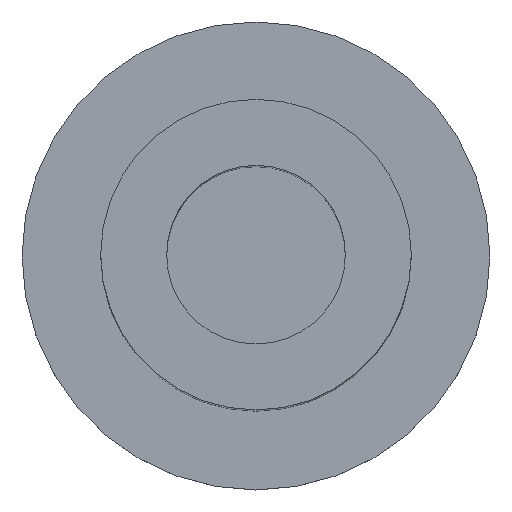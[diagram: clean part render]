
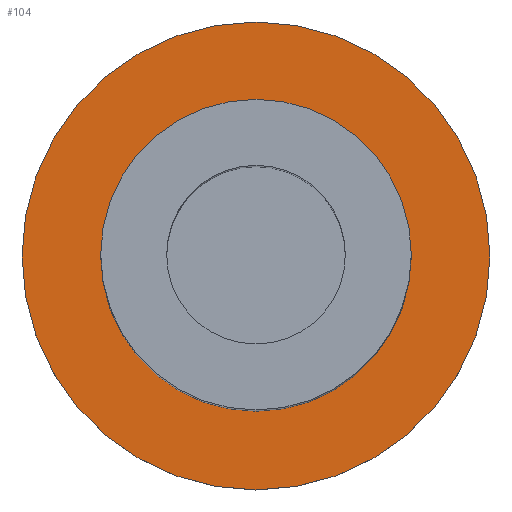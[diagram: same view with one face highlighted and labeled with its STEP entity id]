
A CAD part, top view. The second image highlights one B-rep face of the part: STEP entity #104.
In plain terms, the highlighted planar face has unit normal (0, 0, 1).
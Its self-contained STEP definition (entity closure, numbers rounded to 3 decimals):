
#16=FACE_BOUND('',#40,.T.);
#19=PLANE('',#133);
#30=FACE_OUTER_BOUND('',#39,.T.);
#39=EDGE_LOOP('',(#94));
#40=EDGE_LOOP('',(#95));
#52=CIRCLE('',#124,2.75);
#56=CIRCLE('',#131,1.825);
#59=VERTEX_POINT('',#179);
#63=VERTEX_POINT('',#192);
#67=EDGE_CURVE('',#59,#59,#52,.F.);
#74=EDGE_CURVE('',#63,#63,#56,.T.);
#94=ORIENTED_EDGE('',*,*,#67,.T.);
#95=ORIENTED_EDGE('',*,*,#74,.T.);
#104=ADVANCED_FACE('',(#30,#16),#19,.T.);
#124=AXIS2_PLACEMENT_3D('',#180,#146,#147);
#131=AXIS2_PLACEMENT_3D('',#194,#163,#164);
#133=AXIS2_PLACEMENT_3D('',#196,#167,#168);
#146=DIRECTION('center_axis',(0.,0.,-1.));
#147=DIRECTION('ref_axis',(1.,0.,0.));
#163=DIRECTION('center_axis',(0.,0.,-1.));
#164=DIRECTION('ref_axis',(-1.,0.,0.));
#167=DIRECTION('center_axis',(0.,0.,1.));
#168=DIRECTION('ref_axis',(1.,0.,0.));
#179=CARTESIAN_POINT('',(-2.75,0.,1.));
#180=CARTESIAN_POINT('Origin',(0.,0.,1.));
#192=CARTESIAN_POINT('',(1.825,0.,1.));
#194=CARTESIAN_POINT('Origin',(0.,0.,1.));
#196=CARTESIAN_POINT('Origin',(0.,0.,1.));
